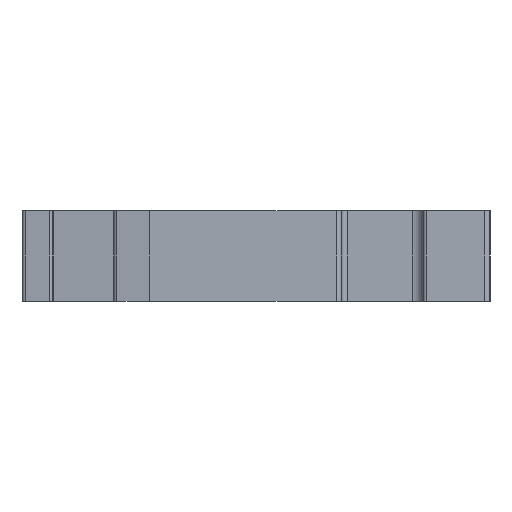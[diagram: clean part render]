
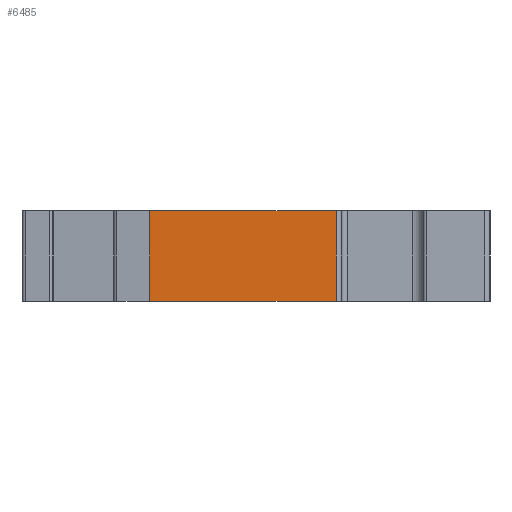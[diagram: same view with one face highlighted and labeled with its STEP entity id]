
A CAD part, left-side view. The second image highlights one B-rep face of the part: STEP entity #6485.
In plain terms, the highlighted planar face has unit normal (-1, 0, 0).
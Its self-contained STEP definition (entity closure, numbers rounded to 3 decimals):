
#873=DIRECTION('',(0.,-1.,0.));
#874=VECTOR('',#873,16.757);
#875=CARTESIAN_POINT('',(-45.2,24.557,4.));
#876=LINE('',#875,#874);
#1306=DIRECTION('',(0.,0.,1.));
#1307=VECTOR('',#1306,8.1);
#1308=CARTESIAN_POINT('',(-45.2,7.8,-4.1));
#1309=LINE('',#1308,#1307);
#1310=DIRECTION('',(0.,0.,-1.));
#1311=VECTOR('',#1310,8.1);
#1312=CARTESIAN_POINT('',(-45.2,24.557,4.));
#1313=LINE('',#1312,#1311);
#1717=DIRECTION('',(0.,-1.,0.));
#1718=VECTOR('',#1717,16.757);
#1719=CARTESIAN_POINT('',(-45.2,24.557,-4.1));
#1720=LINE('',#1719,#1718);
#4392=CARTESIAN_POINT('',(-45.2,24.557,4.));
#4393=CARTESIAN_POINT('',(-45.2,24.557,-4.1));
#4394=VERTEX_POINT('',#4392);
#4395=VERTEX_POINT('',#4393);
#4512=CARTESIAN_POINT('',(-45.2,7.8,4.));
#4514=VERTEX_POINT('',#4512);
#4518=CARTESIAN_POINT('',(-45.2,7.8,-4.1));
#4519=VERTEX_POINT('',#4518);
#6472=CARTESIAN_POINT('',(-45.2,36.,4.));
#6473=DIRECTION('',(-1.,0.,0.));
#6474=DIRECTION('',(0.,-1.,0.));
#6475=AXIS2_PLACEMENT_3D('',#6472,#6473,#6474);
#6476=PLANE('',#6475);
#6478=ORIENTED_EDGE('',*,*,#6477,.F.);
#6480=ORIENTED_EDGE('',*,*,#6479,.F.);
#6481=ORIENTED_EDGE('',*,*,#6463,.F.);
#6482=ORIENTED_EDGE('',*,*,#6106,.T.);
#6483=EDGE_LOOP('',(#6478,#6480,#6481,#6482));
#6484=FACE_OUTER_BOUND('',#6483,.F.);
#6485=ADVANCED_FACE('',(#6484),#6476,.T.);
#6106=EDGE_CURVE('',#4394,#4514,#876,.T.);
#6463=EDGE_CURVE('',#4394,#4395,#1313,.T.);
#6477=EDGE_CURVE('',#4519,#4514,#1309,.T.);
#6479=EDGE_CURVE('',#4395,#4519,#1720,.T.);
